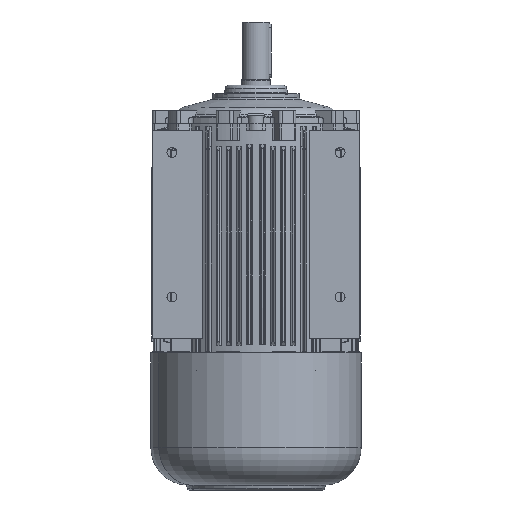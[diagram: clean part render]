
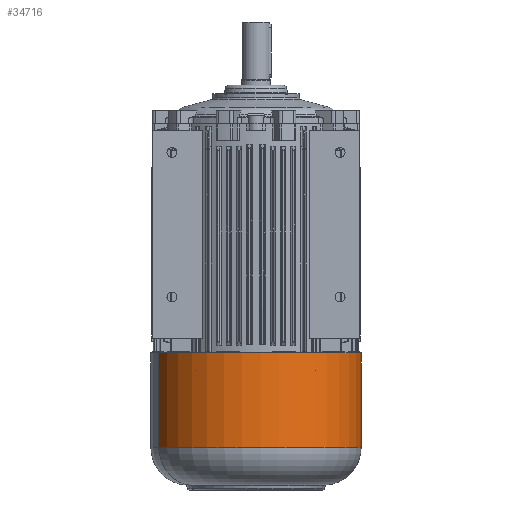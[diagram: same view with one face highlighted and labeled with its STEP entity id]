
A CAD part, front view. The second image highlights one B-rep face of the part: STEP entity #34716.
In plain terms, the highlighted cylindrical face has radius 254 mm (diameter 508 mm), a partial arc.
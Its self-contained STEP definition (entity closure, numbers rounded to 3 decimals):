
#4 = EDGE_CURVE ( 'NONE', #3077, #7780, #44058, .T. ) ;
#395 = CIRCLE ( 'NONE', #40823, 254. ) ;
#1284 = CARTESIAN_POINT ( 'NONE',  ( 173.862, 632.183, 728.973 ) ) ;
#2784 = EDGE_CURVE ( 'NONE', #3077, #29588, #395, .T. ) ;
#3077 = VERTEX_POINT ( 'NONE', #28914 ) ;
#3177 = CARTESIAN_POINT ( 'NONE',  ( -60.765, 534.888, 868.702 ) ) ;
#5136 = VECTOR ( 'NONE', #47736, 1000. ) ;
#5776 = EDGE_CURVE ( 'NONE', #7780, #33124, #29608, .T. ) ;
#7287 = DIRECTION ( 'NONE',  ( -0.924, -0.383, 0. ) ) ;
#7780 = VERTEX_POINT ( 'NONE', #34673 ) ;
#8383 = DIRECTION ( 'NONE',  ( -0.924, -0.383, 0. ) ) ;
#9817 = AXIS2_PLACEMENT_3D ( 'NONE', #24788, #48808, #8383 ) ;
#9821 = LINE ( 'NONE', #28357, #21272 ) ;
#10734 = CARTESIAN_POINT ( 'NONE',  ( 173.862, 632.183, 957.973 ) ) ;
#12474 = DIRECTION ( 'NONE',  ( 0., 0., 1. ) ) ;
#14517 = DIRECTION ( 'NONE',  ( 0., 0., 1. ) ) ;
#15595 = FACE_OUTER_BOUND ( 'NONE', #33187, .T. ) ;
#16080 = ORIENTED_EDGE ( 'NONE', *, *, #4, .F. ) ;
#17414 = CYLINDRICAL_SURFACE ( 'NONE', #48077, 254. ) ;
#20159 = ORIENTED_EDGE ( 'NONE', *, *, #26847, .T. ) ;
#21272 = VECTOR ( 'NONE', #12474, 1000. ) ;
#24788 = CARTESIAN_POINT ( 'NONE',  ( -60.765, 534.888, 957.973 ) ) ;
#26847 = EDGE_CURVE ( 'NONE', #29588, #33124, #9821, .T. ) ;
#28357 = CARTESIAN_POINT ( 'NONE',  ( 173.862, 632.183, 868.702 ) ) ;
#28914 = CARTESIAN_POINT ( 'NONE',  ( -295.392, 437.594, 728.973 ) ) ;
#29588 = VERTEX_POINT ( 'NONE', #1284 ) ;
#29608 = CIRCLE ( 'NONE', #9817, 254. ) ;
#31737 = DIRECTION ( 'NONE',  ( 0., 0., 1. ) ) ;
#33124 = VERTEX_POINT ( 'NONE', #10734 ) ;
#33187 = EDGE_LOOP ( 'NONE', ( #45379, #20159, #48524, #16080 ) ) ;
#34673 = CARTESIAN_POINT ( 'NONE',  ( -295.392, 437.594, 957.973 ) ) ;
#34716 = ADVANCED_FACE ( 'NONE', ( #15595 ), #17414, .T. ) ;
#39238 = DIRECTION ( 'NONE',  ( -0.924, -0.383, 0. ) ) ;
#40823 = AXIS2_PLACEMENT_3D ( 'NONE', #42812, #14517, #39238 ) ;
#42812 = CARTESIAN_POINT ( 'NONE',  ( -60.765, 534.888, 728.973 ) ) ;
#43455 = CARTESIAN_POINT ( 'NONE',  ( -295.392, 437.594, 868.702 ) ) ;
#44058 = LINE ( 'NONE', #43455, #5136 ) ;
#45379 = ORIENTED_EDGE ( 'NONE', *, *, #2784, .T. ) ;
#47736 = DIRECTION ( 'NONE',  ( 0., 0., 1. ) ) ;
#48077 = AXIS2_PLACEMENT_3D ( 'NONE', #3177, #31737, #7287 ) ;
#48524 = ORIENTED_EDGE ( 'NONE', *, *, #5776, .F. ) ;
#48808 = DIRECTION ( 'NONE',  ( 0., 0., 1. ) ) ;
